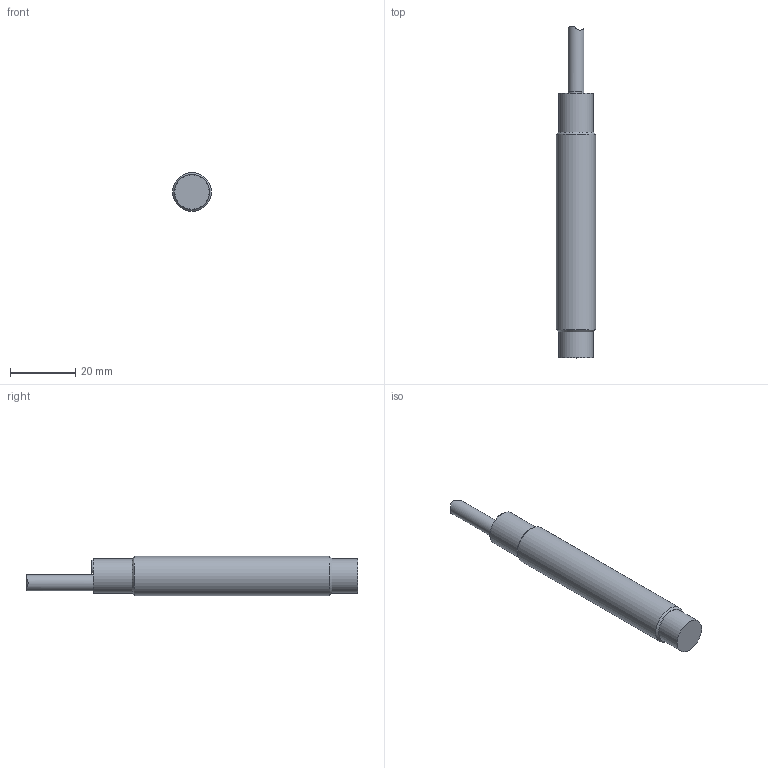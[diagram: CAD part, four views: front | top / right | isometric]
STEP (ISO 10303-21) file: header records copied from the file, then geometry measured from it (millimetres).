
FILE_DESCRIPTION(/* description */ (''),/* implementation_level */ '2;1');
FILE_NAME(/* name */ 'KA1565_Shrinkwrap_1.stp',/* time_stamp */ '2022-01-19T14:23:55+01:00',/* author */ ('Krieger Anja'),/* organization */ (''),/* preprocessor_version */ 'ST-DEVELOPER v18.1',/* originating_system */ 'Autodesk Inventor 2021',/* authorisation */ '');
FILE_SCHEMA (('AUTOMOTIVE_DESIGN { 1 0 10303 214 3 1 1 }'));
Length unit declared in the file: millimetre
Products named in the file (1): KA1565_Shrinkwrap_1
Bounding box: 12 x 101.93 x 12 mm (x, y, z)
Volume: 3521.3 mm3; surface area: 6603.1 mm2
Topology: 1 solids, 1 shells, 45 faces, 100 edges, 65 vertices
Faces by surface type: plane 21, cylinder 17, cone 7
Full cylindrical faces by diameter (mm): 2 x1, 2.5 x1, 3 x1, 4 x1, 4.9 x1, 5 x1, 9.4 x1, 9.8 x1, 9.9 x1, 10.2 x1, 10.6 x1, 10.7 x1, 12 x1
Entity records: 1476 total; most frequent: CARTESIAN_POINT 279, DIRECTION 245, ORIENTED_EDGE 200, AXIS2_PLACEMENT_3D 107, EDGE_CURVE 100, VERTEX_POINT 65, CIRCLE 61, EDGE_LOOP 55
